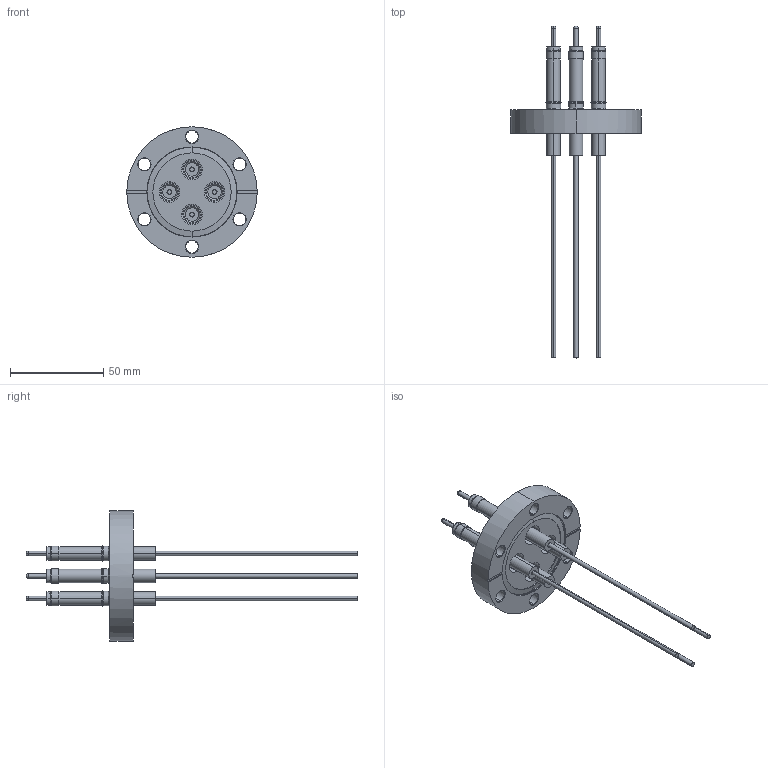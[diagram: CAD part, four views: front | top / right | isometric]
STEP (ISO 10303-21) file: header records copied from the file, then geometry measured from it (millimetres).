
FILE_DESCRIPTION (( 'STEP AP203' ), '1' );
FILE_NAME ('A5982-1-CF.STEP', '2013-06-18T11:08:25', ( '' ), ( '' ), 'SwSTEP 2.0', 'SolidWorks 2012', '' );
FILE_SCHEMA (( 'CONFIG_CONTROL_DESIGN' ));
Length unit declared in the file: inch
Products named in the file (1): A5982-1-CF
Bounding box: 69.85 x 177.8 x 69.85 mm (x, y, z)
Volume: 51055.7 mm3; surface area: 27255.8 mm2
Topology: 1 solids, 1 shells, 309 faces, 670 edges, 408 vertices
Faces by surface type: cylinder 140, cone 98, plane 55, torus 16
Entity records: 8595 total; most frequent: DIRECTION 1706, CARTESIAN_POINT 1388, ORIENTED_EDGE 1340, AXIS2_PLACEMENT_3D 726, EDGE_CURVE 670, CIRCLE 416, VERTEX_POINT 408, EDGE_LOOP 366
